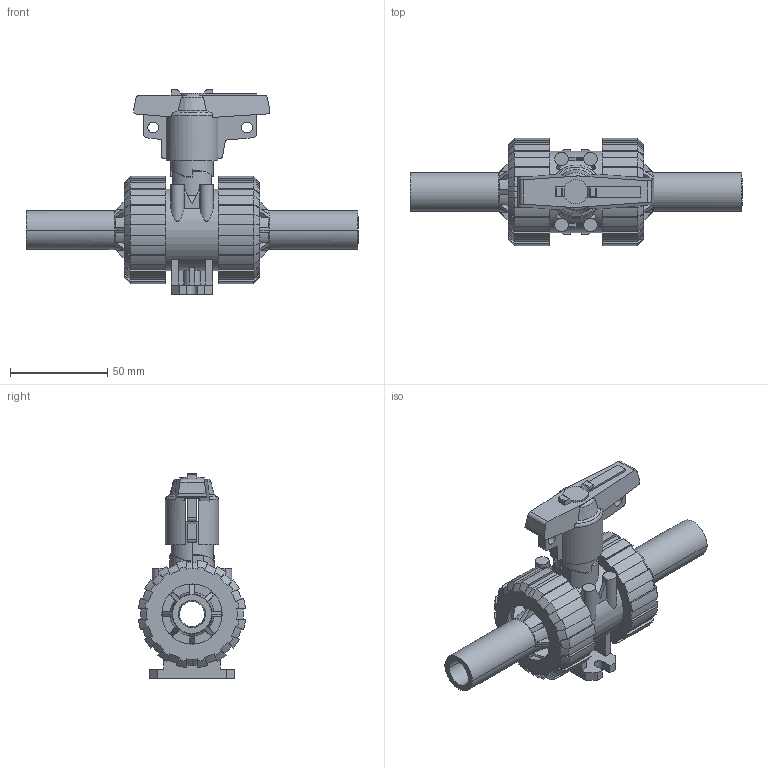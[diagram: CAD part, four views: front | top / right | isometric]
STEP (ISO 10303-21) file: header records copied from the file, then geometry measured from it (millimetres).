
FILE_DESCRIPTION(('STEP AP214'),'1');
FILE_NAME('cctmp_C704F6C3-0F80-42C6-8661-AD640948B1D2_2021_10_20_13_36_29_0950..stp','2021-10-20T11:36:30',('Praher Valves GmbH'),('CADClick - www.CADClick.com'),'Spatial InterOp 3D',' ','unknown authorization');
FILE_SCHEMA(('AUTOMOTIVE_DESIGN'));
Length unit declared in the file: millimetre
Products named in the file (7): cc_unnamed; 210439_5; 210439_4; 210439_3; 210439_2; 210439_1; 210439
Assembly tree (6 placements, depth 2):
  cc_unnamed
    210439_5
    210439_4
    210439_3
    210439_2
    210439_1
    210439
Bounding box: 171 x 55.24 x 105.17 mm (x, y, z)
Volume: 175554.8 mm3; surface area: 65131.9 mm2
Topology: 6 solids, 6 shells, 505 faces, 1452 edges, 964 vertices
Faces by surface type: plane 243, cylinder 118, cone 80, bspline 56, torus 8
Entity records: 23455 total; most frequent: CARTESIAN_POINT 6653, ORIENTED_EDGE 2904, DIRECTION 2360, EDGE_CURVE 1452, VERTEX_POINT 964, AXIS2_PLACEMENT_3D 840, LINE 680, VECTOR 680
